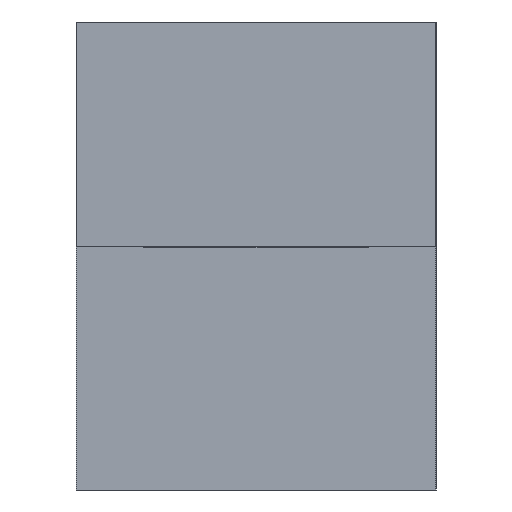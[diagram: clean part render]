
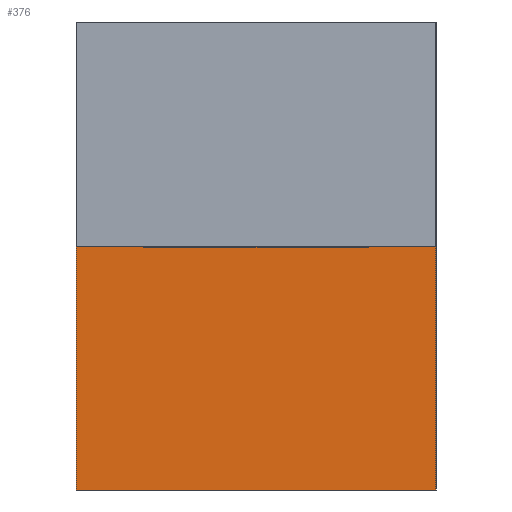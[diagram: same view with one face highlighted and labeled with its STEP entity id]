
A CAD part, left-side view. The second image highlights one B-rep face of the part: STEP entity #376.
In plain terms, the highlighted planar face has unit normal (-1, 0, 0).
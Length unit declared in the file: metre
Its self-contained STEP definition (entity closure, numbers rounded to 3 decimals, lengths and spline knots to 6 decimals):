
#46=ORIENTED_EDGE('',*,*,#148,.T.);
#47=ORIENTED_EDGE('',*,*,#149,.F.);
#48=ORIENTED_EDGE('',*,*,#150,.F.);
#49=ORIENTED_EDGE('',*,*,#146,.T.);
#146=EDGE_CURVE('',#198,#197,#224,.T.);
#148=EDGE_CURVE('',#197,#199,#226,.T.);
#149=EDGE_CURVE('',#200,#199,#227,.T.);
#150=EDGE_CURVE('',#198,#200,#228,.T.);
#197=VERTEX_POINT('',#587);
#198=VERTEX_POINT('',#589);
#199=VERTEX_POINT('',#593);
#200=VERTEX_POINT('',#595);
#224=LINE('',#588,#266);
#226=LINE('',#592,#268);
#227=LINE('',#594,#269);
#228=LINE('',#596,#270);
#266=VECTOR('',#477,1.);
#268=VECTOR('',#481,1.);
#269=VECTOR('',#482,1.);
#270=VECTOR('',#483,1.);
#306=EDGE_LOOP('',(#46,#47,#48,#49));
#332=FACE_BOUND('',#306,.T.);
#355=PLANE('',#419);
#376=ADVANCED_FACE('',(#332),#355,.F.);
#419=AXIS2_PLACEMENT_3D('',#591,#479,#480);
#477=DIRECTION('',(0.,1.,0.));
#479=DIRECTION('',(1.,0.,0.));
#480=DIRECTION('',(0.,0.,-1.));
#481=DIRECTION('',(0.,0.,-1.));
#482=DIRECTION('',(0.,1.,0.));
#483=DIRECTION('',(0.,0.,-1.));
#587=CARTESIAN_POINT('',(0.012,0.,0.));
#588=CARTESIAN_POINT('',(0.012,-0.008,0.));
#589=CARTESIAN_POINT('',(0.012,-0.008,0.));
#591=CARTESIAN_POINT('',(0.012,-0.008,-0.0027));
#592=CARTESIAN_POINT('',(0.012,0.,-0.0027));
#593=CARTESIAN_POINT('',(0.012,0.,-0.0054));
#594=CARTESIAN_POINT('',(0.012,-0.008,-0.0054));
#595=CARTESIAN_POINT('',(0.012,-0.008,-0.0054));
#596=CARTESIAN_POINT('',(0.012,-0.008,-0.0027));
